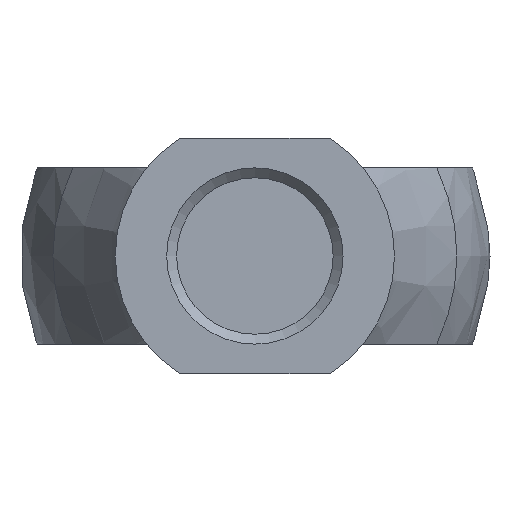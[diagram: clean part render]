
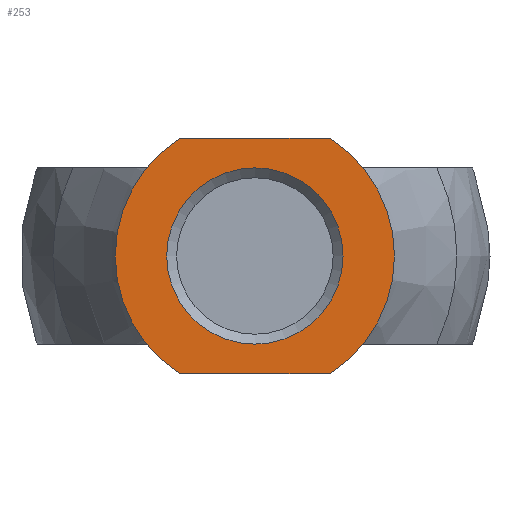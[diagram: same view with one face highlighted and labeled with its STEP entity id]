
A CAD part, front view. The second image highlights one B-rep face of the part: STEP entity #253.
In plain terms, the highlighted planar face has unit normal (0, -1, 0).
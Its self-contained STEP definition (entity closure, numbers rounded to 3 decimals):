
#43=LINE('',#422,#53);
#44=LINE('',#423,#54);
#53=VECTOR('',#343,1000.);
#54=VECTOR('',#344,1000.);
#70=ORIENTED_EDGE('',*,*,#132,.F.);
#71=ORIENTED_EDGE('',*,*,#133,.F.);
#72=ORIENTED_EDGE('',*,*,#131,.T.);
#73=ORIENTED_EDGE('',*,*,#134,.F.);
#74=ORIENTED_EDGE('',*,*,#128,.T.);
#128=EDGE_CURVE('',#158,#159,#178,.T.);
#131=EDGE_CURVE('',#160,#161,#179,.T.);
#132=EDGE_CURVE('',#162,#162,#180,.T.);
#133=EDGE_CURVE('',#160,#159,#43,.T.);
#134=EDGE_CURVE('',#158,#161,#44,.T.);
#158=VERTEX_POINT('',#409);
#159=VERTEX_POINT('',#411);
#160=VERTEX_POINT('',#415);
#161=VERTEX_POINT('',#417);
#162=VERTEX_POINT('',#421);
#178=CIRCLE('',#286,9.5);
#179=CIRCLE('',#288,9.5);
#180=CIRCLE('',#290,6.);
#195=EDGE_LOOP('',(#70));
#196=EDGE_LOOP('',(#71,#72,#73,#74));
#221=FACE_BOUND('',#195,.T.);
#222=FACE_BOUND('',#196,.T.);
#244=PLANE('',#289);
#253=ADVANCED_FACE('',(#221,#222),#244,.F.);
#286=AXIS2_PLACEMENT_3D('',#412,#331,#332);
#288=AXIS2_PLACEMENT_3D('',#418,#337,#338);
#289=AXIS2_PLACEMENT_3D('',#419,#339,#340);
#290=AXIS2_PLACEMENT_3D('',#420,#341,#342);
#331=DIRECTION('',(0.,-1.,0.));
#332=DIRECTION('',(1.,0.,0.));
#337=DIRECTION('',(0.,-1.,0.));
#338=DIRECTION('',(1.,0.,0.));
#339=DIRECTION('',(0.,1.,0.));
#340=DIRECTION('',(-1.,0.,0.));
#341=DIRECTION('',(0.,-1.,0.));
#342=DIRECTION('',(1.,0.,0.));
#343=DIRECTION('',(-1.,0.,0.));
#344=DIRECTION('',(1.,0.,0.));
#409=CARTESIAN_POINT('',(-5.123,-51.5,8.));
#411=CARTESIAN_POINT('',(-5.123,-51.5,-8.));
#412=CARTESIAN_POINT('',(0.,-51.5,0.));
#415=CARTESIAN_POINT('',(5.123,-51.5,-8.));
#417=CARTESIAN_POINT('',(5.123,-51.5,8.));
#418=CARTESIAN_POINT('',(0.,-51.5,0.));
#419=CARTESIAN_POINT('',(9.5,-51.5,0.));
#420=CARTESIAN_POINT('',(0.,-51.5,0.));
#421=CARTESIAN_POINT('',(6.,-51.5,0.));
#422=CARTESIAN_POINT('',(9.5,-51.5,-8.));
#423=CARTESIAN_POINT('',(9.5,-51.5,8.));
